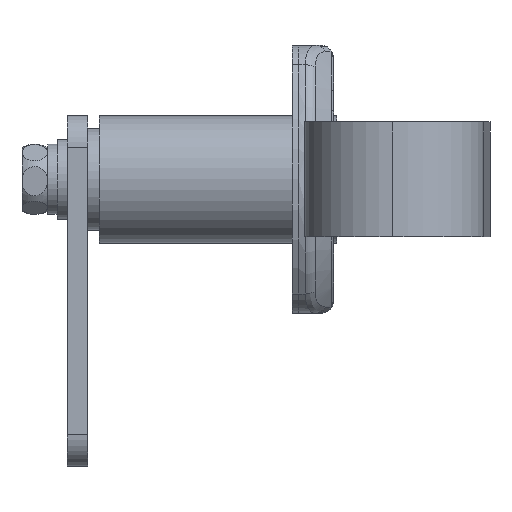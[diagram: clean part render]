
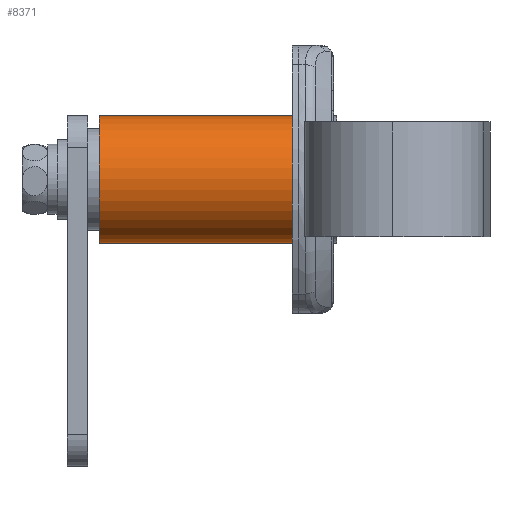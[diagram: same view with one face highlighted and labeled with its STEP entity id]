
A CAD part, front view. The second image highlights one B-rep face of the part: STEP entity #8371.
In plain terms, the highlighted cylindrical face has radius 10 mm (diameter 20 mm), a partial arc.
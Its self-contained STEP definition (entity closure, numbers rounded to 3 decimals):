
#345 = EDGE_CURVE ( 'NONE', #410, #2707, #1807, .T. ) ;
#348 = EDGE_CURVE ( 'NONE', #2712, #2732, #1808, .T. ) ;
#410 = VERTEX_POINT ( 'NONE', #1356 ) ;
#1096 = CARTESIAN_POINT ( 'NONE',  ( -7.545, 0., 0. ) ) ;
#1097 = DIRECTION ( 'NONE',  ( -1., 0., 0. ) ) ;
#1098 = DIRECTION ( 'NONE',  ( 0., 0., 1. ) ) ;
#1238 = VECTOR ( 'NONE', #4249, 1000. ) ;
#1258 = VECTOR ( 'NONE', #4289, 1000. ) ;
#1356 = CARTESIAN_POINT ( 'NONE',  ( 36.709, 0., -10. ) ) ;
#1807 = LINE ( 'NONE', #4284, #1258 ) ;
#1808 = LINE ( 'NONE', #4236, #1238 ) ;
#2682 = EDGE_LOOP ( 'NONE', ( #2999, #3001, #3000, #3002 ) ) ;
#2707 = VERTEX_POINT ( 'NONE', #7773 ) ;
#2712 = VERTEX_POINT ( 'NONE', #7762 ) ;
#2732 = VERTEX_POINT ( 'NONE', #4194 ) ;
#2999 = ORIENTED_EDGE ( 'NONE', *, *, #345, .F. ) ;
#3000 = ORIENTED_EDGE ( 'NONE', *, *, #348, .T. ) ;
#3001 = ORIENTED_EDGE ( 'NONE', *, *, #3275, .T. ) ;
#3002 = ORIENTED_EDGE ( 'NONE', *, *, #3268, .F. ) ;
#3268 = EDGE_CURVE ( 'NONE', #2707, #2732, #3957, .T. ) ;
#3275 = EDGE_CURVE ( 'NONE', #410, #2712, #3967, .T. ) ;
#3743 = AXIS2_PLACEMENT_3D ( 'NONE', #1096, #1097, #1098 ) ;
#3957 = CIRCLE ( 'NONE', #3964, 10. ) ;
#3964 = AXIS2_PLACEMENT_3D ( 'NONE', #4782, #4783, #4784 ) ;
#3967 = CIRCLE ( 'NONE', #3976, 10. ) ;
#3976 = AXIS2_PLACEMENT_3D ( 'NONE', #4801, #4802, #4803 ) ;
#4194 = CARTESIAN_POINT ( 'NONE',  ( 5.5, 0., 10. ) ) ;
#4236 = CARTESIAN_POINT ( 'NONE',  ( -7.545, 0., 10. ) ) ;
#4249 = DIRECTION ( 'NONE',  ( -1., 0., 0. ) ) ;
#4284 = CARTESIAN_POINT ( 'NONE',  ( -7.545, 0., -10. ) ) ;
#4289 = DIRECTION ( 'NONE',  ( -1., 0., 0. ) ) ;
#4782 = CARTESIAN_POINT ( 'NONE',  ( 5.5, 0., 0. ) ) ;
#4783 = DIRECTION ( 'NONE',  ( -1., 0., 0. ) ) ;
#4784 = DIRECTION ( 'NONE',  ( 0., 0., 1. ) ) ;
#4801 = CARTESIAN_POINT ( 'NONE',  ( 36.709, 0., 0. ) ) ;
#4802 = DIRECTION ( 'NONE',  ( -1., 0., 0. ) ) ;
#4803 = DIRECTION ( 'NONE',  ( 0., 0., 1. ) ) ;
#6937 = FACE_OUTER_BOUND ( 'NONE', #2682, .T. ) ;
#6938 = CYLINDRICAL_SURFACE ( 'NONE', #3743, 10. ) ;
#7762 = CARTESIAN_POINT ( 'NONE',  ( 36.709, 0., 10. ) ) ;
#7773 = CARTESIAN_POINT ( 'NONE',  ( 5.5, 0., -10. ) ) ;
#8371 = ADVANCED_FACE ( 'NONE', ( #6937 ), #6938, .T. ) ;
